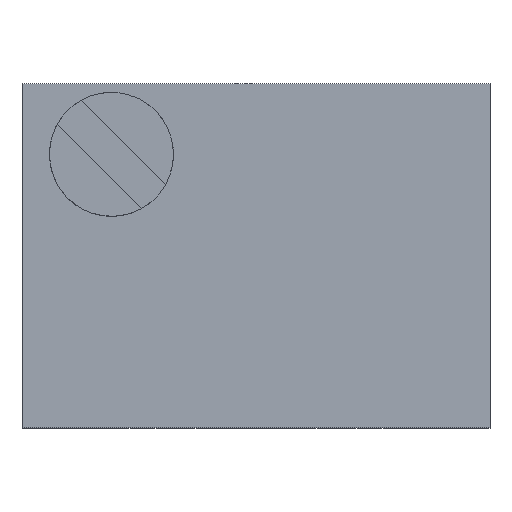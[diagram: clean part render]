
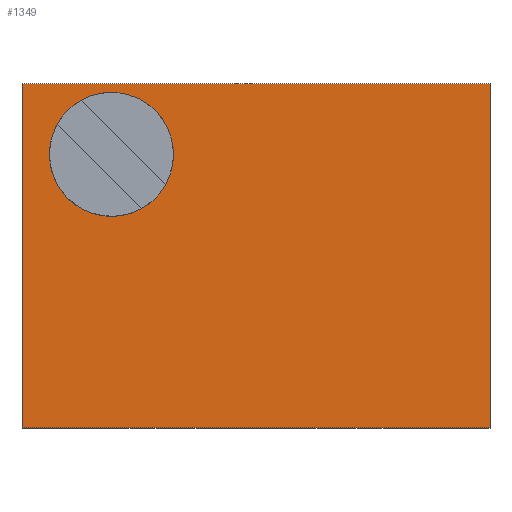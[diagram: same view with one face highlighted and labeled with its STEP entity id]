
A CAD part, top view. The second image highlights one B-rep face of the part: STEP entity #1349.
In plain terms, the highlighted free-form (B-spline) face has degree [1, 1] with [2, 2] control points.
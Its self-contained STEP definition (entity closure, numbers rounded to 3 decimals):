
#1251=CARTESIAN_POINT('',(-3.4,2.5,6.8));
#1252=VERTEX_POINT('',#1251);
#1259=CARTESIAN_POINT('',(3.4,2.5,6.8));
#1260=VERTEX_POINT('',#1259);
#1261=CARTESIAN_POINT('',(-3.4,2.5,6.8));
#1262=DIRECTION('',(1.0,0.0,0.0));
#1263=VECTOR('',#1262,6.8);
#1264=LINE('',#1261,#1263);
#1265=EDGE_CURVE('',#1252,#1260,#1264,.T.);
#1284=CARTESIAN_POINT('',(3.4,-2.5,6.8));
#1285=VERTEX_POINT('',#1284);
#1292=CARTESIAN_POINT('',(-3.4,-2.5,6.8));
#1293=VERTEX_POINT('',#1292);
#1294=CARTESIAN_POINT('',(3.4,-2.5,6.8));
#1295=DIRECTION('',(-1.0,0.0,0.0));
#1296=VECTOR('',#1295,6.8);
#1297=LINE('',#1294,#1296);
#1298=EDGE_CURVE('',#1285,#1293,#1297,.T.);
#1328=CARTESIAN_POINT('',(3.4,-2.5,6.8));
#1329=CARTESIAN_POINT('',(3.4,2.5,6.8));
#1330=CARTESIAN_POINT('',(-3.4,-2.5,6.8));
#1331=CARTESIAN_POINT('',(-3.4,2.5,6.8));
#1332=B_SPLINE_SURFACE_WITH_KNOTS('',1,1,((#1328,#1330),(#1329,#1331)),.UNSPECIFIED.,.F.,.F.,.U.,(2,2),(2,2),(0.0,5.),(0.0,6.8),.UNSPECIFIED.);
#1333=ORIENTED_EDGE('',*,*,#1265,.F.);
#1334=CARTESIAN_POINT('',(-3.4,-2.5,6.8));
#1335=DIRECTION('',(0.0,1.0,0.0));
#1336=VECTOR('',#1335,5.);
#1337=LINE('',#1334,#1336);
#1338=EDGE_CURVE('',#1293,#1252,#1337,.T.);
#1339=ORIENTED_EDGE('',*,*,#1338,.F.);
#1340=ORIENTED_EDGE('',*,*,#1298,.F.);
#1341=CARTESIAN_POINT('',(3.4,2.5,6.8));
#1342=DIRECTION('',(0.0,-1.0,0.0));
#1343=VECTOR('',#1342,5.);
#1344=LINE('',#1341,#1343);
#1345=EDGE_CURVE('',#1260,#1285,#1344,.T.);
#1346=ORIENTED_EDGE('',*,*,#1345,.F.);
#1347=EDGE_LOOP('',(#1333,#1339,#1340,#1346));
#1348=FACE_OUTER_BOUND('',#1347,.T.);
#1349=ADVANCED_FACE('',(#1348),#1332,.T.);
